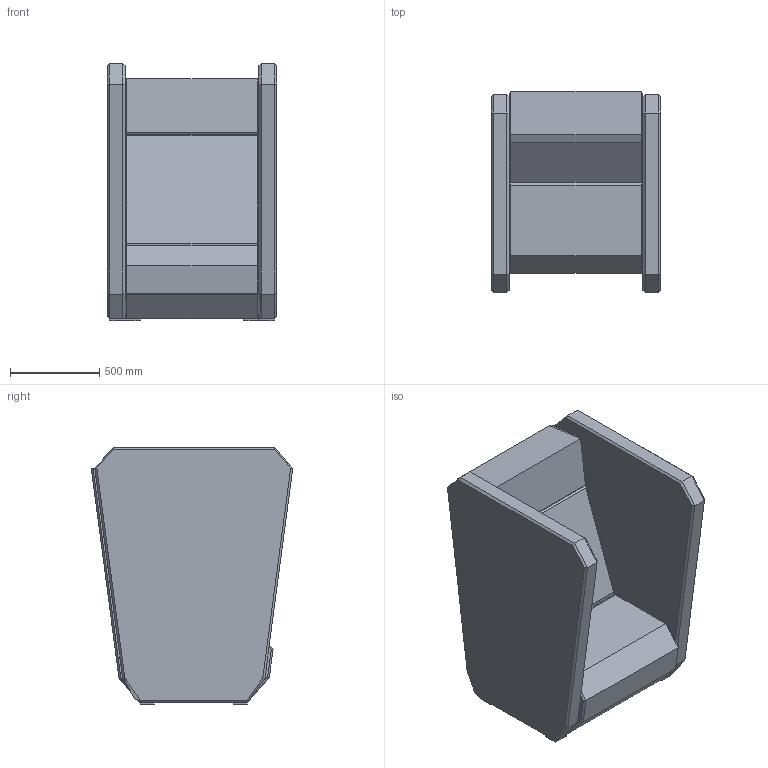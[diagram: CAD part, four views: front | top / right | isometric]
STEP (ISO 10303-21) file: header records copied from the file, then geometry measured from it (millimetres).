
FILE_DESCRIPTION(/* description */ (''),/* implementation_level */ '2;1');
FILE_NAME(/* name */ 'KM-BR-01',/* time_stamp */ '2015-10-05T16:36:48+02:00',/* author */ (''),/* organization */ (''),/* preprocessor_version */ 'ST-DEVELOPER v15',/* originating_system */ '',/* authorisation */ '');
FILE_SCHEMA (('CONFIG_CONTROL_DESIGN'));
Length unit declared in the file: millimetre
Products named in the file (1): Document
Bounding box: 950 x 1128.03 x 1439 mm (x, y, z)
Volume: 479812612.6 mm3; surface area: 10777975.5 mm2
Topology: 5 solids, 9 shells, 153 faces, 386 edges, 232 vertices
Faces by surface type: bspline 131, plane 22
Entity records: 5519 total; most frequent: CARTESIAN_POINT 3522, ORIENTED_EDGE 702, EDGE_CURVE 367, VERTEX_POINT 228, ADVANCED_FACE 153, FACE_OUTER_BOUND 153, EDGE_LOOP 153, B_SPLINE_CURVE_WITH_KNOTS 42
